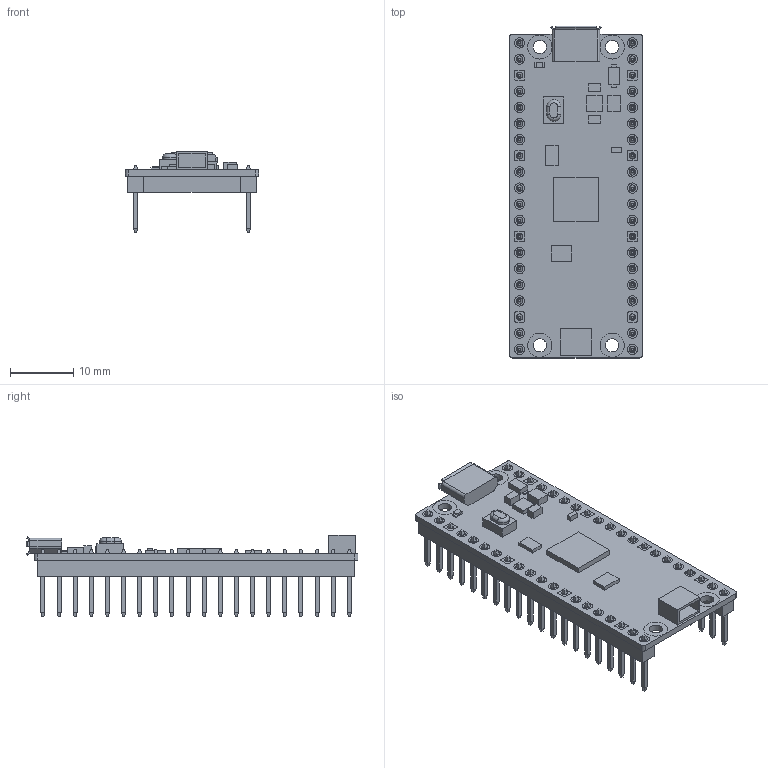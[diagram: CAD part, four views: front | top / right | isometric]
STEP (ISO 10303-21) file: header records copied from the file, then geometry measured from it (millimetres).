
FILE_DESCRIPTION(('FreeCAD Model'),'2;1');
FILE_NAME('Open CASCADE Shape Model','2025-05-08T09:28:51',( 'Peter S. Hollander'),('https://gitlab.com/recursivenomad/'), 'Open CASCADE STEP processor 7.6','FreeCAD','Unknown');
FILE_SCHEMA(('AUTOMOTIVE_DESIGN { 1 0 10303 214 1 1 1 1 }'));
Length unit declared in the file: millimetre
Products named in the file (3): RaspberryPi_Pico_H_KiCad; RaspberryPi_Pico_H_Module_KiCad; RaspberryPi_Pico_Header_DIP-40_H2.54mm_KiCad
Assembly tree (2 placements, depth 2):
  RaspberryPi_Pico_H_KiCad
    RaspberryPi_Pico_H_Module_KiCad
    RaspberryPi_Pico_Header_DIP-40_H2.54mm_KiCad
Bounding box: 21 x 52.3 x 12.79 mm (x, y, z)
Volume: 2346.7 mm3; surface area: 5031.7 mm2
Topology: 2 solids, 2 shells, 1047 faces, 2506 edges, 1658 vertices
Faces by surface type: plane 969, cylinder 76, torus 2
Full cylindrical faces by diameter (mm): 1 x40, 2.1 x4
Entity records: 32520 total; most frequent: CARTESIAN_POINT 5214, ORIENTED_EDGE 5012, DIRECTION 4940, EDGE_CURVE 2506, LINE 2172, VECTOR 2172, VERTEX_POINT 1658, AXIS2_PLACEMENT_3D 1384
